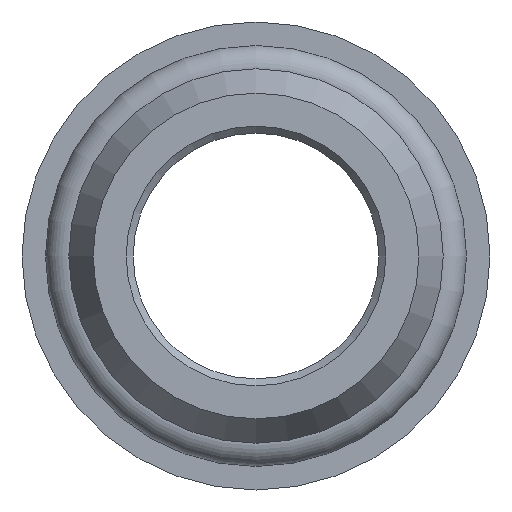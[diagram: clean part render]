
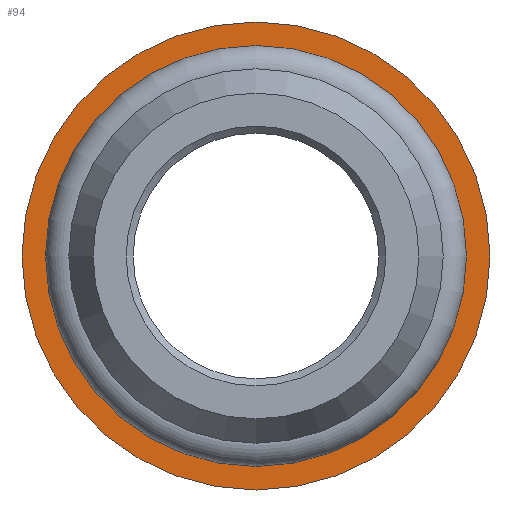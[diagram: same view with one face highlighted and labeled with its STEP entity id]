
A CAD part, front view. The second image highlights one B-rep face of the part: STEP entity #94.
In plain terms, the highlighted planar face has unit normal (0, -1, 0).
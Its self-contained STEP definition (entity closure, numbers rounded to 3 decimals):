
#94 = ADVANCED_FACE( 'NONE', ( #158, #159 ), #160, .T. );
#158 = FACE_OUTER_BOUND( '', #245, .T. );
#159 = FACE_BOUND( '', #246, .T. );
#160 = PLANE( '', #247 );
#245 = EDGE_LOOP( '', ( #409 ) );
#246 = EDGE_LOOP( '', ( #410 ) );
#247 = AXIS2_PLACEMENT_3D( '', #411, #412, #413 );
#409 = ORIENTED_EDGE( '', *, *, #557, .T. );
#410 = ORIENTED_EDGE( '', *, *, #524, .T. );
#411 = CARTESIAN_POINT( '', ( 10., 8.5, 0. ) );
#412 = DIRECTION( '', ( 0., -1., 0. ) );
#413 = DIRECTION( '', ( 0., 0., -1. ) );
#524 = EDGE_CURVE( 'NONE', #597, #597, #598, .T. );
#557 = EDGE_CURVE( 'NONE', #654, #654, #655, .T. );
#597 = VERTEX_POINT( '', #722 );
#598 = CIRCLE( '', #723, 8.995 );
#654 = VERTEX_POINT( '', #817 );
#655 = CIRCLE( '', #818, 10. );
#722 = CARTESIAN_POINT( '', ( 0., 8.5, -8.995 ) );
#723 = AXIS2_PLACEMENT_3D( '', #856, #857, #858 );
#817 = CARTESIAN_POINT( '', ( 0., 8.5, -10. ) );
#818 = AXIS2_PLACEMENT_3D( '', #931, #932, #933 );
#856 = CARTESIAN_POINT( '', ( 0., 8.5, 0. ) );
#857 = DIRECTION( '', ( 0., 1., 0. ) );
#858 = DIRECTION( '', ( 0., 0., -1. ) );
#931 = CARTESIAN_POINT( '', ( 0., 8.5, 0. ) );
#932 = DIRECTION( '', ( 0., -1., 0. ) );
#933 = DIRECTION( '', ( 0., 0., -1. ) );
